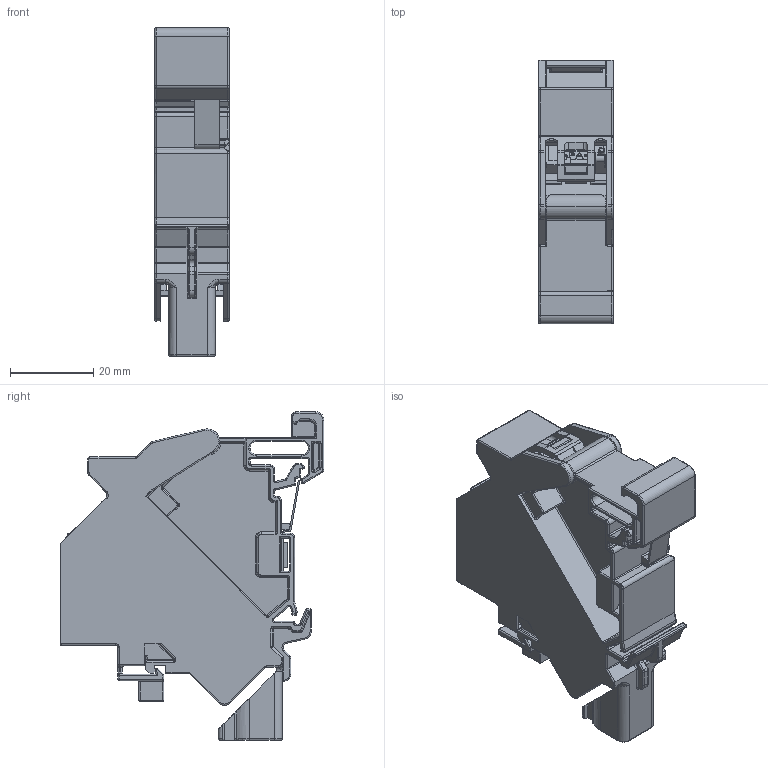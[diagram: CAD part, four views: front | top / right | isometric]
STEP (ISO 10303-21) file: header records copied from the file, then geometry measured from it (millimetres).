
FILE_DESCRIPTION (( 'STEP AP214' ), '1' );
FILE_NAME ('J00023A0205H50.STEP', '2015-06-09T08:05:23', ( '' ), ( '' ), 'SwSTEP 2.0', 'SolidWorks 2015', '' );
FILE_SCHEMA (( 'AUTOMOTIVE_DESIGN' ));
Length unit declared in the file: millimetre
Products named in the file (1): J00023A0205H50
Bounding box: 17.8 x 63.35 x 78.8 mm (x, y, z)
Volume: 16790.1 mm3; surface area: 25751 mm2
Topology: 5 solids, 5 shells, 1957 faces, 4979 edges, 2949 vertices
Faces by surface type: plane 840, cylinder 691, torus 263, sphere 100, bspline 53, cone 10
Entity records: 80931 total; most frequent: CARTESIAN_POINT 13104, DIRECTION 9820, ORIENTED_EDGE 9762, EDGE_CURVE 4881, AXIS2_PLACEMENT_3D 3391, LINE 3038, VECTOR 3038, VERTEX_POINT 2941
